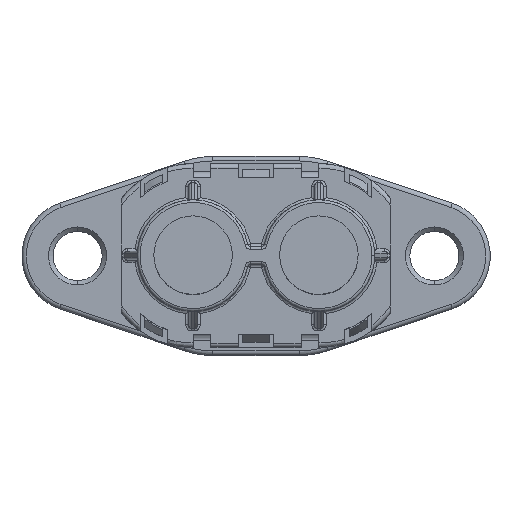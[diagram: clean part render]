
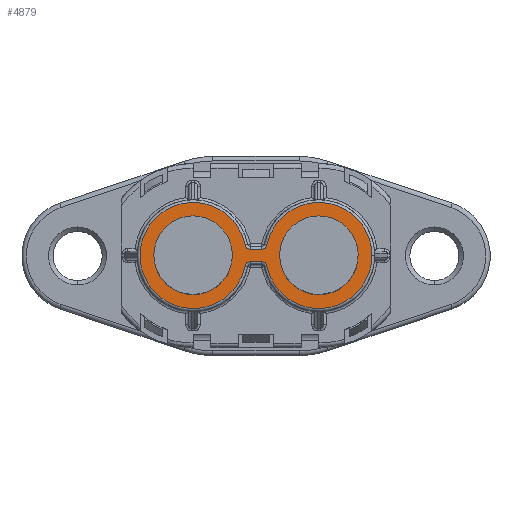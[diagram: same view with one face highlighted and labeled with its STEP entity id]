
A CAD part, top view. The second image highlights one B-rep face of the part: STEP entity #4879.
In plain terms, the highlighted planar face has unit normal (0, 0, 1).
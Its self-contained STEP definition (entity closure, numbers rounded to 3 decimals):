
#78 = CARTESIAN_POINT ( 'NONE',  ( 0.63, -1.3, 29.3 ) ) ;
#130 = DIRECTION ( 'NONE',  ( 1., 0., 0. ) ) ;
#170 = CARTESIAN_POINT ( 'NONE',  ( -0.63, -0.7, 29.3 ) ) ;
#847 = CARTESIAN_POINT ( 'NONE',  ( -0.63, 1.3, 29.3 ) ) ;
#906 = VERTEX_POINT ( 'NONE', #4176 ) ;
#1071 = AXIS2_PLACEMENT_3D ( 'NONE', #3082, #21210, #21452 ) ;
#1261 = LINE ( 'NONE', #8541, #9216 ) ;
#1676 = VERTEX_POINT ( 'NONE', #16619 ) ;
#1716 = CARTESIAN_POINT ( 'NONE',  ( -11.45, 0., 29.3 ) ) ;
#1747 = CIRCLE ( 'NONE', #9377, 4.4 ) ;
#2265 = DIRECTION ( 'NONE',  ( 0., 0., -1. ) ) ;
#2635 = ORIENTED_EDGE ( 'NONE', *, *, #15429, .T. ) ;
#3082 = CARTESIAN_POINT ( 'NONE',  ( -7.05, 0., 29.3 ) ) ;
#3208 = CARTESIAN_POINT ( 'NONE',  ( -1.218, -1.181, 29.3 ) ) ;
#3341 = CARTESIAN_POINT ( 'NONE',  ( 7.05, 0., 29.3 ) ) ;
#3347 = EDGE_CURVE ( 'NONE', #1676, #9930, #21087, .T. ) ;
#3496 = CARTESIAN_POINT ( 'NONE',  ( -7.05, 0., 29.3 ) ) ;
#3572 = AXIS2_PLACEMENT_3D ( 'NONE', #18586, #2265, #16797 ) ;
#3918 = EDGE_LOOP ( 'NONE', ( #12142, #5933 ) ) ;
#4081 = CARTESIAN_POINT ( 'NONE',  ( 0.63, 0.7, 29.3 ) ) ;
#4174 = FACE_BOUND ( 'NONE', #4664, .T. ) ;
#4176 = CARTESIAN_POINT ( 'NONE',  ( 0.63, -0.7, 29.3 ) ) ;
#4248 = CARTESIAN_POINT ( 'NONE',  ( 7.914, -4.314, 29.3 ) ) ;
#4562 = ORIENTED_EDGE ( 'NONE', *, *, #21330, .T. ) ;
#4610 = CIRCLE ( 'NONE', #13376, 5.95 ) ;
#4664 = EDGE_LOOP ( 'NONE', ( #7601, #21232 ) ) ;
#4732 = ORIENTED_EDGE ( 'NONE', *, *, #10668, .T. ) ;
#4793 = AXIS2_PLACEMENT_3D ( 'NONE', #78, #12857, #20126 ) ;
#4879 = ADVANCED_FACE ( 'NONE', ( #10033, #15249, #4174 ), #11455, .T. ) ;
#4996 = EDGE_CURVE ( 'NONE', #16221, #7917, #1747, .T. ) ;
#5325 = DIRECTION ( 'NONE',  ( 0., 0., 1. ) ) ;
#5411 = VECTOR ( 'NONE', #14717, 1000. ) ;
#5933 = ORIENTED_EDGE ( 'NONE', *, *, #15819, .T. ) ;
#6538 = CIRCLE ( 'NONE', #18334, 0.6 ) ;
#6855 = VERTEX_POINT ( 'NONE', #1716 ) ;
#7601 = ORIENTED_EDGE ( 'NONE', *, *, #11218, .F. ) ;
#7637 = DIRECTION ( 'NONE',  ( 0., 0., -1. ) ) ;
#7917 = VERTEX_POINT ( 'NONE', #9476 ) ;
#7986 = EDGE_CURVE ( 'NONE', #18218, #22575, #6538, .T. ) ;
#8098 = DIRECTION ( 'NONE',  ( 0., 0., 1. ) ) ;
#8541 = CARTESIAN_POINT ( 'NONE',  ( -0.63, -0.7, 29.3 ) ) ;
#9127 = VERTEX_POINT ( 'NONE', #22608 ) ;
#9191 = AXIS2_PLACEMENT_3D ( 'NONE', #11234, #7637, #130 ) ;
#9216 = VECTOR ( 'NONE', #23108, 1000. ) ;
#9367 = LINE ( 'NONE', #18521, #5411 ) ;
#9377 = AXIS2_PLACEMENT_3D ( 'NONE', #3341, #10145, #10608 ) ;
#9476 = CARTESIAN_POINT ( 'NONE',  ( 6.186, 4.314, 29.3 ) ) ;
#9930 = VERTEX_POINT ( 'NONE', #4081 ) ;
#10033 = FACE_OUTER_BOUND ( 'NONE', #17165, .T. ) ;
#10145 = DIRECTION ( 'NONE',  ( 0., 0., -1. ) ) ;
#10222 = CARTESIAN_POINT ( 'NONE',  ( 7.05, 0., 29.3 ) ) ;
#10340 = AXIS2_PLACEMENT_3D ( 'NONE', #18489, #23535, #21731 ) ;
#10608 = DIRECTION ( 'NONE',  ( 1., 0., 0. ) ) ;
#10668 = EDGE_CURVE ( 'NONE', #9127, #1676, #4610, .T. ) ;
#10699 = CARTESIAN_POINT ( 'NONE',  ( -0.63, 0.7, 29.3 ) ) ;
#11218 = EDGE_CURVE ( 'NONE', #20412, #6855, #13395, .T. ) ;
#11234 = CARTESIAN_POINT ( 'NONE',  ( 7.05, 0., 29.3 ) ) ;
#11280 = AXIS2_PLACEMENT_3D ( 'NONE', #18940, #8098, #15373 ) ;
#11455 = PLANE ( 'NONE',  #11280 ) ;
#11755 = CARTESIAN_POINT ( 'NONE',  ( -0.63, -1.3, 29.3 ) ) ;
#12119 = DIRECTION ( 'NONE',  ( 1., 0., 0. ) ) ;
#12142 = ORIENTED_EDGE ( 'NONE', *, *, #4996, .T. ) ;
#12200 = CARTESIAN_POINT ( 'NONE',  ( -2.65, 0., 29.3 ) ) ;
#12369 = ORIENTED_EDGE ( 'NONE', *, *, #7986, .T. ) ;
#12857 = DIRECTION ( 'NONE',  ( 0., 0., -1. ) ) ;
#12959 = DIRECTION ( 'NONE',  ( 1., 0., 0. ) ) ;
#13376 = AXIS2_PLACEMENT_3D ( 'NONE', #10222, #17471, #12119 ) ;
#13395 = CIRCLE ( 'NONE', #19077, 4.4 ) ;
#13644 = ORIENTED_EDGE ( 'NONE', *, *, #22876, .T. ) ;
#14510 = CIRCLE ( 'NONE', #10340, 4.4 ) ;
#14717 = DIRECTION ( 'NONE',  ( -1., 0., 0. ) ) ;
#14810 = EDGE_CURVE ( 'NONE', #20158, #906, #1261, .T. ) ;
#15069 = CIRCLE ( 'NONE', #4793, 0.6 ) ;
#15248 = ORIENTED_EDGE ( 'NONE', *, *, #14810, .T. ) ;
#15249 = FACE_BOUND ( 'NONE', #3918, .T. ) ;
#15373 = DIRECTION ( 'NONE',  ( 1., 0., 0. ) ) ;
#15405 = DIRECTION ( 'NONE',  ( 1., 0., 0. ) ) ;
#15429 = EDGE_CURVE ( 'NONE', #9930, #18218, #9367, .T. ) ;
#15819 = EDGE_CURVE ( 'NONE', #7917, #16221, #18311, .T. ) ;
#15878 = EDGE_CURVE ( 'NONE', #6855, #20412, #14510, .T. ) ;
#15922 = CIRCLE ( 'NONE', #1071, 5.95 ) ;
#15944 = CIRCLE ( 'NONE', #20529, 5.95 ) ;
#16221 = VERTEX_POINT ( 'NONE', #4248 ) ;
#16619 = CARTESIAN_POINT ( 'NONE',  ( 1.218, 1.181, 29.3 ) ) ;
#16797 = DIRECTION ( 'NONE',  ( 1., 0., 0. ) ) ;
#17165 = EDGE_LOOP ( 'NONE', ( #12369, #13644, #22442, #15248, #4562, #19505, #4732, #17751, #2635 ) ) ;
#17316 = EDGE_CURVE ( 'NONE', #22200, #20158, #22735, .T. ) ;
#17378 = AXIS2_PLACEMENT_3D ( 'NONE', #11755, #20578, #18773 ) ;
#17471 = DIRECTION ( 'NONE',  ( 0., 0., 1. ) ) ;
#17649 = DIRECTION ( 'NONE',  ( 0., 0., -1. ) ) ;
#17751 = ORIENTED_EDGE ( 'NONE', *, *, #3347, .T. ) ;
#18218 = VERTEX_POINT ( 'NONE', #10699 ) ;
#18297 = CARTESIAN_POINT ( 'NONE',  ( 7.05, 0., 29.3 ) ) ;
#18311 = CIRCLE ( 'NONE', #9191, 4.4 ) ;
#18334 = AXIS2_PLACEMENT_3D ( 'NONE', #847, #17649, #15405 ) ;
#18454 = VERTEX_POINT ( 'NONE', #20624 ) ;
#18489 = CARTESIAN_POINT ( 'NONE',  ( -7.05, 0., 29.3 ) ) ;
#18521 = CARTESIAN_POINT ( 'NONE',  ( 0.63, 0.7, 29.3 ) ) ;
#18586 = CARTESIAN_POINT ( 'NONE',  ( 0.63, 1.3, 29.3 ) ) ;
#18773 = DIRECTION ( 'NONE',  ( 1., 0., 0. ) ) ;
#18940 = CARTESIAN_POINT ( 'NONE',  ( -0.63, 1.3, 29.3 ) ) ;
#19062 = EDGE_CURVE ( 'NONE', #18454, #9127, #15944, .T. ) ;
#19077 = AXIS2_PLACEMENT_3D ( 'NONE', #3496, #21520, #21633 ) ;
#19505 = ORIENTED_EDGE ( 'NONE', *, *, #19062, .T. ) ;
#20126 = DIRECTION ( 'NONE',  ( 1., 0., 0. ) ) ;
#20158 = VERTEX_POINT ( 'NONE', #170 ) ;
#20412 = VERTEX_POINT ( 'NONE', #12200 ) ;
#20529 = AXIS2_PLACEMENT_3D ( 'NONE', #18297, #5325, #12959 ) ;
#20578 = DIRECTION ( 'NONE',  ( 0., 0., -1. ) ) ;
#20624 = CARTESIAN_POINT ( 'NONE',  ( 1.218, -1.181, 29.3 ) ) ;
#21087 = CIRCLE ( 'NONE', #3572, 0.6 ) ;
#21210 = DIRECTION ( 'NONE',  ( 0., 0., 1. ) ) ;
#21232 = ORIENTED_EDGE ( 'NONE', *, *, #15878, .F. ) ;
#21330 = EDGE_CURVE ( 'NONE', #906, #18454, #15069, .T. ) ;
#21452 = DIRECTION ( 'NONE',  ( 1., 0., 0. ) ) ;
#21520 = DIRECTION ( 'NONE',  ( 0., 0., 1. ) ) ;
#21633 = DIRECTION ( 'NONE',  ( 1., 0., 0. ) ) ;
#21731 = DIRECTION ( 'NONE',  ( 1., 0., 0. ) ) ;
#22200 = VERTEX_POINT ( 'NONE', #3208 ) ;
#22249 = CARTESIAN_POINT ( 'NONE',  ( -1.218, 1.181, 29.3 ) ) ;
#22442 = ORIENTED_EDGE ( 'NONE', *, *, #17316, .T. ) ;
#22575 = VERTEX_POINT ( 'NONE', #22249 ) ;
#22608 = CARTESIAN_POINT ( 'NONE',  ( 13., 0., 29.3 ) ) ;
#22735 = CIRCLE ( 'NONE', #17378, 0.6 ) ;
#22876 = EDGE_CURVE ( 'NONE', #22575, #22200, #15922, .T. ) ;
#23108 = DIRECTION ( 'NONE',  ( 1., 0., 0. ) ) ;
#23535 = DIRECTION ( 'NONE',  ( 0., 0., 1. ) ) ;
